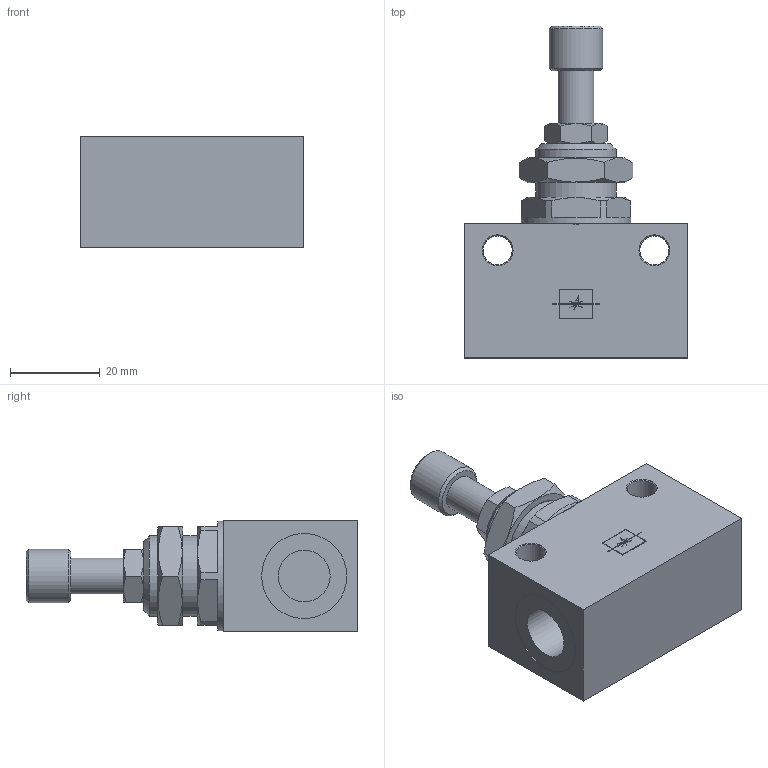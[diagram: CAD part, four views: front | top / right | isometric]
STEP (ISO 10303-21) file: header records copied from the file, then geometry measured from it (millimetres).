
FILE_DESCRIPTION( ( 'STEP AP214' ), '1' );
FILE_NAME( 'psolqas_6080_26.stp', '2020-12-10T08:55:08', ( 'License CC BY-ND 4.0' ), ( 'CADENAS' ), ' ', 'PARTsolutions', ' ' );
FILE_SCHEMA( ( 'AUTOMOTIVE_DESIGN { 1 0 10303 214 1 1 1 1 }' ) );
Length unit declared in the file: metre
Products named in the file (1): NONE
Bounding box: 50 x 74.1 x 25 mm (x, y, z)
Volume: 41571.8 mm3; surface area: 11752.2 mm2
Topology: 1 solids, 5 shells, 145 faces, 358 edges, 239 vertices
Faces by surface type: plane 94, cylinder 32, cone 19
Full cylindrical faces by diameter (mm): 6.5 x2, 8 x1, 11.6 x2, 12 x1, 18 x2, 19 x2, 24.5 x1, 24.9 x1
Entity records: 5854 total; most frequent: CARTESIAN_POINT 1419, ORIENTED_EDGE 646, DIRECTION 638, EDGE_CURVE 323, VERTEX_POINT 231, AXIS2_PLACEMENT_3D 226, EDGE_LOOP 192, LINE 186
